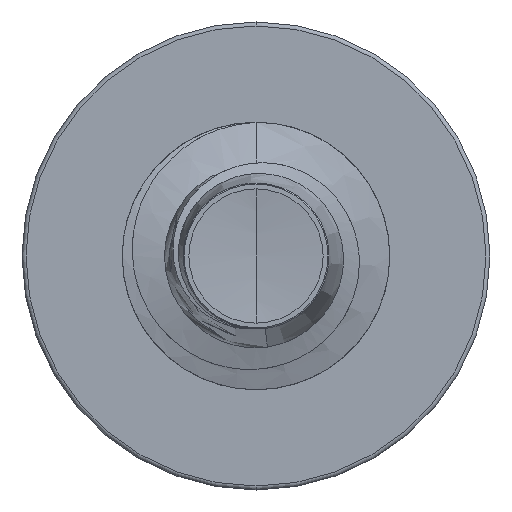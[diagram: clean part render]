
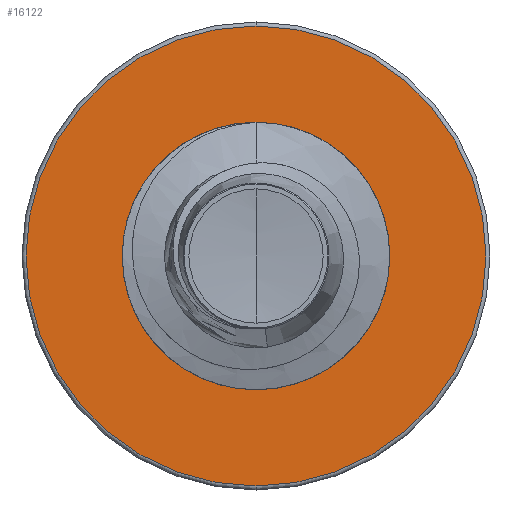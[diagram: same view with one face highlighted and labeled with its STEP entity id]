
A CAD part, front view. The second image highlights one B-rep face of the part: STEP entity #16122.
In plain terms, the highlighted planar face has unit normal (0, -1, 0).
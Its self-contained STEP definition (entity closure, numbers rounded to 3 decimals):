
#221 = CARTESIAN_POINT ( 'NONE',  ( 0., 17.5, 1.989 ) ) ;
#1794 = VERTEX_POINT ( 'NONE', #221 ) ;
#2208 = FACE_OUTER_BOUND ( 'NONE', #27110, .T. ) ;
#2236 = CARTESIAN_POINT ( 'NONE',  ( 0., 17.5, 0. ) ) ;
#2346 = VERTEX_POINT ( 'NONE', #26160 ) ;
#3750 = DIRECTION ( 'NONE',  ( 0., 1., 0. ) ) ;
#4855 = DIRECTION ( 'NONE',  ( 0., 0., 1. ) ) ;
#5740 = DIRECTION ( 'NONE',  ( 0., 1., 0. ) ) ;
#6296 = AXIS2_PLACEMENT_3D ( 'NONE', #2236, #17855, #4855 ) ;
#6345 = AXIS2_PLACEMENT_3D ( 'NONE', #23205, #11418, #25040 ) ;
#6702 = DIRECTION ( 'NONE',  ( 0., 0., 1. ) ) ;
#6787 = EDGE_LOOP ( 'NONE', ( #20711, #21599 ) ) ;
#6848 = AXIS2_PLACEMENT_3D ( 'NONE', #17011, #3750, #18932 ) ;
#7731 = AXIS2_PLACEMENT_3D ( 'NONE', #17331, #11192, #6702 ) ;
#11192 = DIRECTION ( 'NONE',  ( 0., 1., 0. ) ) ;
#11418 = DIRECTION ( 'NONE',  ( 0., 1., 0. ) ) ;
#12295 = CIRCLE ( 'NONE', #6296, 1.989 ) ;
#13652 = AXIS2_PLACEMENT_3D ( 'NONE', #18508, #5740, #20437 ) ;
#15346 = PLANE ( 'NONE',  #7731 ) ;
#15767 = CIRCLE ( 'NONE', #13652, 3.44 ) ;
#16122 = ADVANCED_FACE ( 'NONE', ( #2208, #23596 ), #15346, .F. ) ;
#16704 = CIRCLE ( 'NONE', #6848, 1.989 ) ;
#17011 = CARTESIAN_POINT ( 'NONE',  ( 0., 17.5, 0. ) ) ;
#17331 = CARTESIAN_POINT ( 'NONE',  ( 0., 17.5, -1.989 ) ) ;
#17855 = DIRECTION ( 'NONE',  ( 0., 1., 0. ) ) ;
#18508 = CARTESIAN_POINT ( 'NONE',  ( 0., 17.5, 0. ) ) ;
#18552 = ORIENTED_EDGE ( 'NONE', *, *, #19784, .F. ) ;
#18623 = ORIENTED_EDGE ( 'NONE', *, *, #20122, .F. ) ;
#18932 = DIRECTION ( 'NONE',  ( 0., 0., 1. ) ) ;
#19107 = CARTESIAN_POINT ( 'NONE',  ( 0., 17.5, 3.44 ) ) ;
#19302 = EDGE_CURVE ( 'NONE', #1794, #21309, #16704, .T. ) ;
#19331 = VERTEX_POINT ( 'NONE', #19107 ) ;
#19716 = CARTESIAN_POINT ( 'NONE',  ( 0., 17.5, -1.989 ) ) ;
#19784 = EDGE_CURVE ( 'NONE', #2346, #19331, #22696, .T. ) ;
#19875 = EDGE_CURVE ( 'NONE', #21309, #1794, #12295, .T. ) ;
#20122 = EDGE_CURVE ( 'NONE', #19331, #2346, #15767, .T. ) ;
#20437 = DIRECTION ( 'NONE',  ( 0., 0., 1. ) ) ;
#20711 = ORIENTED_EDGE ( 'NONE', *, *, #19302, .T. ) ;
#21309 = VERTEX_POINT ( 'NONE', #19716 ) ;
#21599 = ORIENTED_EDGE ( 'NONE', *, *, #19875, .T. ) ;
#22696 = CIRCLE ( 'NONE', #6345, 3.44 ) ;
#23205 = CARTESIAN_POINT ( 'NONE',  ( 0., 17.5, 0. ) ) ;
#23596 = FACE_BOUND ( 'NONE', #6787, .T. ) ;
#25040 = DIRECTION ( 'NONE',  ( 0., 0., 1. ) ) ;
#26160 = CARTESIAN_POINT ( 'NONE',  ( 0., 17.5, -3.44 ) ) ;
#27110 = EDGE_LOOP ( 'NONE', ( #18623, #18552 ) ) ;
